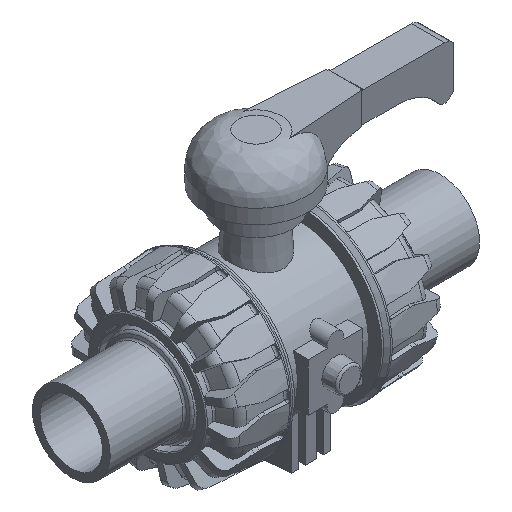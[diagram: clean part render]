
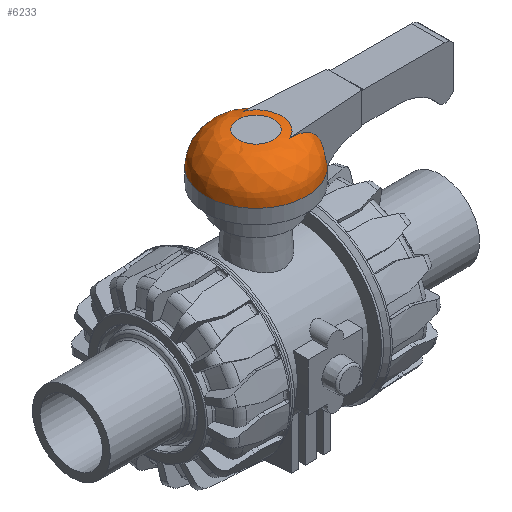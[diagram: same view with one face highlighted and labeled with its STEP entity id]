
A CAD part, isometric view. The second image highlights one B-rep face of the part: STEP entity #6233.
In plain terms, the highlighted free-form (B-spline) face has degree [2, 2] with [3, 9] control points.
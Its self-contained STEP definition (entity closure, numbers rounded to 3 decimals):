
#34=(
BOUNDED_CURVE()
B_SPLINE_CURVE(2,(#13769,#13770,#13771),.UNSPECIFIED.,.F.,.F.)
B_SPLINE_CURVE_WITH_KNOTS((3,3),(-1.571,0.),
 .UNSPECIFIED.)
CURVE()
GEOMETRIC_REPRESENTATION_ITEM()
RATIONAL_B_SPLINE_CURVE((1.,0.707,1.))
REPRESENTATION_ITEM($)
);
#47=(
BOUNDED_SURFACE()
B_SPLINE_SURFACE(2,2,((#13738,#13739,#13740,#13741,#13742,#13743,#13744,
#13745,#13746),(#13747,#13748,#13749,#13750,#13751,#13752,#13753,#13754,
#13755),(#13756,#13757,#13758,#13759,#13760,#13761,#13762,#13763,#13764)),
 .UNSPECIFIED.,.F.,.T.,.F.)
B_SPLINE_SURFACE_WITH_KNOTS((3,3),(3,2,2,2,3),(0.,1.571),
(-3.142,-1.571,0.,1.571,3.142),
 .UNSPECIFIED.)
GEOMETRIC_REPRESENTATION_ITEM()
RATIONAL_B_SPLINE_SURFACE(((1.,0.707,1.,0.707,1.,
0.707,1.,0.707,1.),(0.707,0.5,0.707,
0.5,0.707,0.5,0.707,0.5,0.707),(1.,
0.707,1.,0.707,1.,0.707,1.,0.707,
1.)))
REPRESENTATION_ITEM($)
SURFACE()
);
#939=B_SPLINE_CURVE_WITH_KNOTS($,3,(#13775,#13776,#13777,#13778,#13779,
#13780,#13781,#13782,#13783,#13784,#13785,#13786,#13787,#13788,#13789,#13790,
#13791,#13792,#13793,#13794),.UNSPECIFIED.,.F.,.F.,(4,2,2,2,2,2,2,2,2,4),
(-10.381,-9.917,-9.278,-8.64,
-8.078,-7.516,-7.025,-6.535,
-6.065,-5.596),.UNSPECIFIED.);
#940=B_SPLINE_CURVE_WITH_KNOTS($,3,(#13798,#13799,#13800,#13801,#13802,
#13803,#13804,#13805,#13806,#13807,#13808,#13809,#13810,#13811,#13812,#13813,
#13814,#13815,#13816,#13817),.UNSPECIFIED.,.F.,.F.,(4,2,2,2,2,2,2,2,2,4),
(-16.789,-16.32,-15.851,-15.361,
-14.87,-14.308,-13.745,-13.107,
-12.469,-12.004),.UNSPECIFIED.);
#1604=FACE_OUTER_BOUND($,#2004,.T.);
#2004=EDGE_LOOP($,(#5655,#5656,#5657,#5658,#5659,#5660,#5661,#5662,#5663));
#2289=CIRCLE($,#6961,17.14);
#2290=CIRCLE($,#6962,48.54);
#2291=CIRCLE($,#6963,24.562);
#2292=CIRCLE($,#6964,48.54);
#2293=CIRCLE($,#6965,17.14);
#2891=VERTEX_POINT($,#13765);
#2892=VERTEX_POINT($,#13766);
#2893=VERTEX_POINT($,#13768);
#2894=VERTEX_POINT($,#13772);
#2895=VERTEX_POINT($,#13774);
#2896=VERTEX_POINT($,#13795);
#2897=VERTEX_POINT($,#13797);
#3821=EDGE_CURVE($,#2891,#2892,#2289,.T.);
#3822=EDGE_CURVE($,#2892,#2893,#34,.T.);
#3823=EDGE_CURVE($,#2894,#2893,#2290,.T.);
#3824=EDGE_CURVE($,#2895,#2894,#939,.T.);
#3825=EDGE_CURVE($,#2896,#2895,#2291,.T.);
#3826=EDGE_CURVE($,#2897,#2896,#940,.T.);
#3827=EDGE_CURVE($,#2893,#2897,#2292,.T.);
#3828=EDGE_CURVE($,#2892,#2891,#2293,.T.);
#5655=ORIENTED_EDGE($,*,*,#3821,.T.);
#5656=ORIENTED_EDGE($,*,*,#3822,.T.);
#5657=ORIENTED_EDGE($,*,*,#3823,.F.);
#5658=ORIENTED_EDGE($,*,*,#3824,.F.);
#5659=ORIENTED_EDGE($,*,*,#3825,.F.);
#5660=ORIENTED_EDGE($,*,*,#3826,.F.);
#5661=ORIENTED_EDGE($,*,*,#3827,.F.);
#5662=ORIENTED_EDGE($,*,*,#3822,.F.);
#5663=ORIENTED_EDGE($,*,*,#3828,.T.);
#6233=ADVANCED_FACE($,(#1604),#47,.F.);
#6961=AXIS2_PLACEMENT_3D($,#13767,#8588,#8589);
#6962=AXIS2_PLACEMENT_3D($,#13773,#8590,#8591);
#6963=AXIS2_PLACEMENT_3D($,#13796,#8592,#8593);
#6964=AXIS2_PLACEMENT_3D($,#13818,#8594,#8595);
#6965=AXIS2_PLACEMENT_3D($,#13819,#8596,#8597);
#8588=DIRECTION('center_axis',(0.,0.,-1.));
#8589=DIRECTION('ref_axis',(-1.,0.,0.));
#8590=DIRECTION('center_axis',(0.,0.,-1.));
#8591=DIRECTION('ref_axis',(-1.,0.,0.));
#8592=DIRECTION('center_axis',(0.,0.,-1.));
#8593=DIRECTION('ref_axis',(-1.,0.,0.));
#8594=DIRECTION('center_axis',(0.,0.,-1.));
#8595=DIRECTION('ref_axis',(-1.,0.,0.));
#8596=DIRECTION('center_axis',(0.,0.,-1.));
#8597=DIRECTION('ref_axis',(-1.,0.,0.));
#13738=CARTESIAN_POINT('Ctrl Pts',(-48.54,0.,
13.98));
#13739=CARTESIAN_POINT('Ctrl Pts',(-48.54,-48.54,13.98));
#13740=CARTESIAN_POINT('Ctrl Pts',(0.,-48.54,
13.98));
#13741=CARTESIAN_POINT('Ctrl Pts',(48.54,-48.54,13.98));
#13742=CARTESIAN_POINT('Ctrl Pts',(48.54,0.,
13.98));
#13743=CARTESIAN_POINT('Ctrl Pts',(48.54,48.54,13.98));
#13744=CARTESIAN_POINT('Ctrl Pts',(0.,48.54,
13.98));
#13745=CARTESIAN_POINT('Ctrl Pts',(-48.54,48.54,13.98));
#13746=CARTESIAN_POINT('Ctrl Pts',(-48.54,0.,
13.98));
#13747=CARTESIAN_POINT('Ctrl Pts',(-48.54,0.,
45.38));
#13748=CARTESIAN_POINT('Ctrl Pts',(-48.54,-48.54,45.38));
#13749=CARTESIAN_POINT('Ctrl Pts',(0.,-48.54,
45.38));
#13750=CARTESIAN_POINT('Ctrl Pts',(48.54,-48.54,45.38));
#13751=CARTESIAN_POINT('Ctrl Pts',(48.54,0.,
45.38));
#13752=CARTESIAN_POINT('Ctrl Pts',(48.54,48.54,45.38));
#13753=CARTESIAN_POINT('Ctrl Pts',(0.,48.54,
45.38));
#13754=CARTESIAN_POINT('Ctrl Pts',(-48.54,48.54,45.38));
#13755=CARTESIAN_POINT('Ctrl Pts',(-48.54,0.,
45.38));
#13756=CARTESIAN_POINT('Ctrl Pts',(-17.14,0.,
45.38));
#13757=CARTESIAN_POINT('Ctrl Pts',(-17.14,-17.14,45.38));
#13758=CARTESIAN_POINT('Ctrl Pts',(0.,-17.14,
45.38));
#13759=CARTESIAN_POINT('Ctrl Pts',(17.14,-17.14,45.38));
#13760=CARTESIAN_POINT('Ctrl Pts',(17.14,0.,
45.38));
#13761=CARTESIAN_POINT('Ctrl Pts',(17.14,17.14,45.38));
#13762=CARTESIAN_POINT('Ctrl Pts',(0.,17.14,
45.38));
#13763=CARTESIAN_POINT('Ctrl Pts',(-17.14,17.14,45.38));
#13764=CARTESIAN_POINT('Ctrl Pts',(-17.14,0.,
45.38));
#13765=CARTESIAN_POINT('',(17.14,0.,45.38));
#13766=CARTESIAN_POINT('',(-17.14,0.,45.38));
#13767=CARTESIAN_POINT('Origin',(0.,0.,45.38));
#13768=CARTESIAN_POINT('',(-48.54,0.,13.98));
#13769=CARTESIAN_POINT('Ctrl Pts',(-17.14,0.,
45.38));
#13770=CARTESIAN_POINT('Ctrl Pts',(-48.54,0.,
45.38));
#13771=CARTESIAN_POINT('Ctrl Pts',(-48.54,0.,
13.98));
#13772=CARTESIAN_POINT('',(44.209,-20.041,13.98));
#13773=CARTESIAN_POINT('Origin',(0.,0.,13.98));
#13774=CARTESIAN_POINT('',(10.058,-22.408,44.49));
#13775=CARTESIAN_POINT('Ctrl Pts',(10.058,-22.408,44.49));
#13776=CARTESIAN_POINT('Ctrl Pts',(11.719,-22.293,44.35));
#13777=CARTESIAN_POINT('Ctrl Pts',(13.389,-22.177,44.156));
#13778=CARTESIAN_POINT('Ctrl Pts',(17.313,-21.905,43.521));
#13779=CARTESIAN_POINT('Ctrl Pts',(19.552,-21.75,43.013));
#13780=CARTESIAN_POINT('Ctrl Pts',(23.831,-21.453,41.672));
#13781=CARTESIAN_POINT('Ctrl Pts',(25.871,-21.312,40.839));
#13782=CARTESIAN_POINT('Ctrl Pts',(29.419,-21.066,39.004));
#13783=CARTESIAN_POINT('Ctrl Pts',(31.164,-20.945,37.921));
#13784=CARTESIAN_POINT('Ctrl Pts',(34.398,-20.721,35.426));
#13785=CARTESIAN_POINT('Ctrl Pts',(35.886,-20.618,34.013));
#13786=CARTESIAN_POINT('Ctrl Pts',(38.195,-20.458,31.375));
#13787=CARTESIAN_POINT('Ctrl Pts',(39.265,-20.384,29.936));
#13788=CARTESIAN_POINT('Ctrl Pts',(41.102,-20.257,26.878));
#13789=CARTESIAN_POINT('Ctrl Pts',(41.87,-20.203,25.258));
#13790=CARTESIAN_POINT('Ctrl Pts',(42.99,-20.126,22.263));
#13791=CARTESIAN_POINT('Ctrl Pts',(43.458,-20.093,20.613));
#13792=CARTESIAN_POINT('Ctrl Pts',(44.068,-20.051,17.253));
#13793=CARTESIAN_POINT('Ctrl Pts',(44.209,-20.041,15.543));
#13794=CARTESIAN_POINT('Ctrl Pts',(44.209,-20.041,13.98));
#13795=CARTESIAN_POINT('',(10.058,22.408,44.49));
#13796=CARTESIAN_POINT('Origin',(0.,0.,44.49));
#13797=CARTESIAN_POINT('',(44.209,20.041,13.98));
#13798=CARTESIAN_POINT('Ctrl Pts',(44.209,20.041,13.98));
#13799=CARTESIAN_POINT('Ctrl Pts',(44.209,20.041,15.543));
#13800=CARTESIAN_POINT('Ctrl Pts',(44.068,20.051,17.253));
#13801=CARTESIAN_POINT('Ctrl Pts',(43.458,20.093,20.613));
#13802=CARTESIAN_POINT('Ctrl Pts',(42.99,20.126,22.263));
#13803=CARTESIAN_POINT('Ctrl Pts',(41.87,20.203,25.258));
#13804=CARTESIAN_POINT('Ctrl Pts',(41.102,20.257,26.878));
#13805=CARTESIAN_POINT('Ctrl Pts',(39.265,20.384,29.936));
#13806=CARTESIAN_POINT('Ctrl Pts',(38.195,20.458,31.375));
#13807=CARTESIAN_POINT('Ctrl Pts',(35.886,20.618,34.013));
#13808=CARTESIAN_POINT('Ctrl Pts',(34.398,20.721,35.426));
#13809=CARTESIAN_POINT('Ctrl Pts',(31.164,20.945,37.921));
#13810=CARTESIAN_POINT('Ctrl Pts',(29.419,21.066,39.004));
#13811=CARTESIAN_POINT('Ctrl Pts',(25.871,21.312,40.839));
#13812=CARTESIAN_POINT('Ctrl Pts',(23.831,21.453,41.672));
#13813=CARTESIAN_POINT('Ctrl Pts',(19.552,21.75,43.013));
#13814=CARTESIAN_POINT('Ctrl Pts',(17.313,21.905,43.521));
#13815=CARTESIAN_POINT('Ctrl Pts',(13.389,22.177,44.156));
#13816=CARTESIAN_POINT('Ctrl Pts',(11.719,22.293,44.35));
#13817=CARTESIAN_POINT('Ctrl Pts',(10.058,22.408,44.49));
#13818=CARTESIAN_POINT('Origin',(0.,0.,13.98));
#13819=CARTESIAN_POINT('Origin',(0.,0.,45.38));
